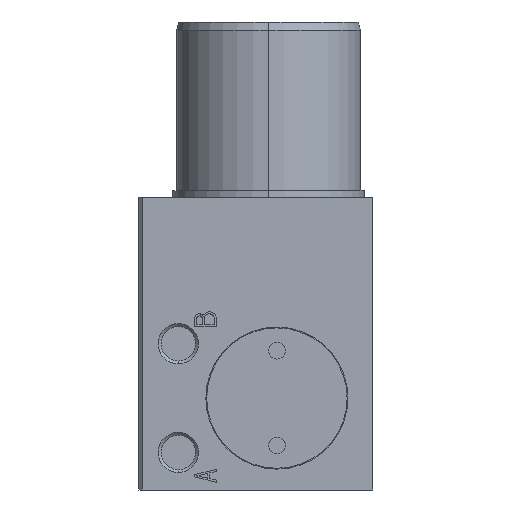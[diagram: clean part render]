
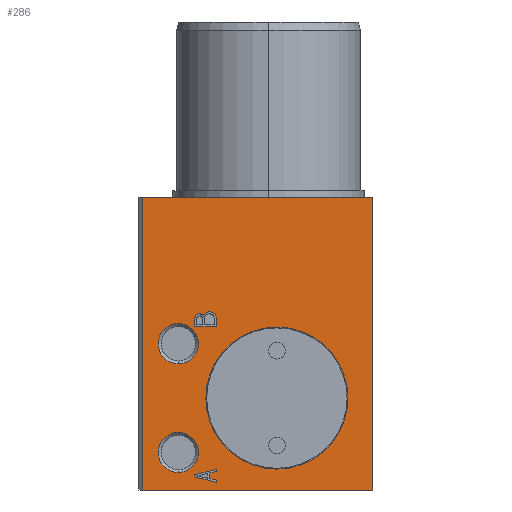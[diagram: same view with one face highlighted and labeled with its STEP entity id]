
A CAD part, left-side view. The second image highlights one B-rep face of the part: STEP entity #286.
In plain terms, the highlighted face is planar.
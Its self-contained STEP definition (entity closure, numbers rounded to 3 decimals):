
#59=CARTESIAN_POINT('',(17.5,8.,-37.5));
#60=DIRECTION('',(0.,0.,1.));
#61=DIRECTION('',(1.,0.,0.));
#62=AXIS2_PLACEMENT_3D('',#59,#60,#61);
#63=PLANE('',#62);
#64=CARTESIAN_POINT('',(-2.02,29.34,-37.5));
#65=VERTEX_POINT('',#64);
#66=CARTESIAN_POINT('',(-2.02,26.74,-37.5));
#67=VERTEX_POINT('',#66);
#68=CARTESIAN_POINT('',(-2.02,29.34,-37.5));
#69=DIRECTION('',(0.,-1.,0.));
#70=VECTOR('',#69,2.6);
#71=LINE('',#68,#70);
#72=EDGE_CURVE('',#65,#67,#71,.T.);
#73=ORIENTED_EDGE('',*,*,#72,.F.);
#74=CARTESIAN_POINT('',(-3.06,29.34,-37.5));
#75=VERTEX_POINT('',#74);
#76=CARTESIAN_POINT('',(-3.06,29.34,-37.5));
#77=DIRECTION('',(1.,0.,-0.));
#78=VECTOR('',#77,1.04);
#79=LINE('',#76,#78);
#80=EDGE_CURVE('',#75,#65,#79,.T.);
#81=ORIENTED_EDGE('',*,*,#80,.F.);
#82=CARTESIAN_POINT('',(-3.582,28.777,-37.5));
#83=VERTEX_POINT('',#82);
#84=CARTESIAN_POINT('',(-3.017,28.777,-37.5));
#85=DIRECTION('',(0.,0.,-1.));
#86=DIRECTION('',(-1.,0.,-0.));
#87=AXIS2_PLACEMENT_3D('',#84,#85,#86);
#88=CIRCLE('',#87,0.565);
#89=EDGE_CURVE('',#83,#75,#88,.T.);
#90=ORIENTED_EDGE('',*,*,#89,.F.);
#91=CARTESIAN_POINT('',(-3.32,28.3,-37.5));
#92=VERTEX_POINT('',#91);
#93=CARTESIAN_POINT('',(-3.017,28.777,-37.5));
#94=DIRECTION('',(0.,0.,-1.));
#95=DIRECTION('',(-1.,0.,-0.));
#96=AXIS2_PLACEMENT_3D('',#93,#94,#95);
#97=CIRCLE('',#96,0.565);
#98=EDGE_CURVE('',#92,#83,#97,.T.);
#99=ORIENTED_EDGE('',*,*,#98,.F.);
#100=CARTESIAN_POINT('',(-3.84,27.546,-37.5));
#101=VERTEX_POINT('',#100);
#102=CARTESIAN_POINT('',(-3.034,27.546,-37.5));
#103=DIRECTION('',(0.,0.,-1.));
#104=DIRECTION('',(-1.,0.,-0.));
#105=AXIS2_PLACEMENT_3D('',#102,#103,#104);
#106=CIRCLE('',#105,0.806);
#107=EDGE_CURVE('',#101,#92,#106,.T.);
#108=ORIENTED_EDGE('',*,*,#107,.F.);
#109=CARTESIAN_POINT('',(-3.06,26.74,-37.5));
#110=VERTEX_POINT('',#109);
#111=CARTESIAN_POINT('',(-3.034,27.546,-37.5));
#112=DIRECTION('',(0.,0.,-1.));
#113=DIRECTION('',(-1.,0.,-0.));
#114=AXIS2_PLACEMENT_3D('',#111,#112,#113);
#115=CIRCLE('',#114,0.806);
#116=EDGE_CURVE('',#110,#101,#115,.T.);
#117=ORIENTED_EDGE('',*,*,#116,.F.);
#118=CARTESIAN_POINT('',(-2.02,26.74,-37.5));
#119=DIRECTION('',(-1.,0.,0.));
#120=VECTOR('',#119,1.04);
#121=LINE('',#118,#120);
#122=EDGE_CURVE('',#67,#110,#121,.T.);
#123=ORIENTED_EDGE('',*,*,#122,.F.);
#124=EDGE_LOOP('',(#73,#81,#90,#99,#108,#117,#123));
#125=FACE_BOUND('',#124,.T.);
#126=CARTESIAN_POINT('',(15.,19.5,-37.5));
#127=VERTEX_POINT('',#126);
#128=CARTESIAN_POINT('',(-2.,19.5,-37.5));
#129=VERTEX_POINT('',#128);
#130=CARTESIAN_POINT('',(6.5,19.5,-37.5));
#131=DIRECTION('',(0.,0.,1.));
#132=DIRECTION('',(1.,0.,-0.));
#133=AXIS2_PLACEMENT_3D('',#130,#131,#132);
#134=CIRCLE('',#133,8.5);
#135=EDGE_CURVE('',#127,#129,#134,.T.);
#136=ORIENTED_EDGE('',*,*,#135,.T.);
#137=CARTESIAN_POINT('',(6.5,19.5,-37.5));
#138=DIRECTION('',(0.,0.,1.));
#139=DIRECTION('',(1.,0.,-0.));
#140=AXIS2_PLACEMENT_3D('',#137,#138,#139);
#141=CIRCLE('',#140,8.5);
#142=EDGE_CURVE('',#129,#127,#141,.T.);
#143=ORIENTED_EDGE('',*,*,#142,.T.);
#144=EDGE_LOOP('',(#136,#143));
#145=FACE_BOUND('',#144,.T.);
#146=CARTESIAN_POINT('',(-2.4,31.3,-37.5));
#147=VERTEX_POINT('',#146);
#148=CARTESIAN_POINT('',(2.4,31.3,-37.5));
#149=VERTEX_POINT('',#148);
#150=CARTESIAN_POINT('',(0.,31.3,-37.5));
#151=DIRECTION('',(-0.,0.,-1.));
#152=DIRECTION('',(1.,0.,-0.));
#153=AXIS2_PLACEMENT_3D('',#150,#151,#152);
#154=CIRCLE('',#153,2.4);
#155=EDGE_CURVE('',#147,#149,#154,.T.);
#156=ORIENTED_EDGE('',*,*,#155,.F.);
#157=CARTESIAN_POINT('',(0.,31.3,-37.5));
#158=DIRECTION('',(-0.,0.,-1.));
#159=DIRECTION('',(1.,0.,-0.));
#160=AXIS2_PLACEMENT_3D('',#157,#158,#159);
#161=CIRCLE('',#160,2.4);
#162=EDGE_CURVE('',#149,#147,#161,.T.);
#163=ORIENTED_EDGE('',*,*,#162,.F.);
#164=EDGE_LOOP('',(#156,#163));
#165=FACE_BOUND('',#164,.T.);
#166=CARTESIAN_POINT('',(-17.5,8.,-37.5));
#167=VERTEX_POINT('',#166);
#168=CARTESIAN_POINT('',(-17.5,35.6,-37.5));
#169=VERTEX_POINT('',#168);
#170=CARTESIAN_POINT('',(-17.5,8.,-37.5));
#171=DIRECTION('',(0.,1.,0.));
#172=VECTOR('',#171,27.6);
#173=LINE('',#170,#172);
#174=EDGE_CURVE('',#167,#169,#173,.T.);
#175=ORIENTED_EDGE('',*,*,#174,.T.);
#176=CARTESIAN_POINT('',(17.5,35.6,-37.5));
#177=VERTEX_POINT('',#176);
#178=CARTESIAN_POINT('',(17.5,35.6,-37.5));
#179=DIRECTION('',(-1.,0.,0.));
#180=VECTOR('',#179,35.);
#181=LINE('',#178,#180);
#182=EDGE_CURVE('',#177,#169,#181,.T.);
#183=ORIENTED_EDGE('',*,*,#182,.F.);
#184=CARTESIAN_POINT('',(17.5,8.,-37.5));
#185=VERTEX_POINT('',#184);
#186=CARTESIAN_POINT('',(17.5,8.,-37.5));
#187=DIRECTION('',(0.,1.,0.));
#188=VECTOR('',#187,27.6);
#189=LINE('',#186,#188);
#190=EDGE_CURVE('',#185,#177,#189,.T.);
#191=ORIENTED_EDGE('',*,*,#190,.F.);
#192=CARTESIAN_POINT('',(17.5,8.,-37.5));
#193=DIRECTION('',(-1.,0.,0.));
#194=VECTOR('',#193,35.);
#195=LINE('',#192,#194);
#196=EDGE_CURVE('',#185,#167,#195,.T.);
#197=ORIENTED_EDGE('',*,*,#196,.T.);
#198=EDGE_LOOP('',(#175,#183,#191,#197));
#199=FACE_BOUND('',#198,.T.);
#200=CARTESIAN_POINT('',(10.6,31.3,-37.5));
#201=VERTEX_POINT('',#200);
#202=CARTESIAN_POINT('',(15.4,31.3,-37.5));
#203=VERTEX_POINT('',#202);
#204=CARTESIAN_POINT('',(13.,31.3,-37.5));
#205=DIRECTION('',(-0.,0.,-1.));
#206=DIRECTION('',(1.,0.,-0.));
#207=AXIS2_PLACEMENT_3D('',#204,#205,#206);
#208=CIRCLE('',#207,2.4);
#209=EDGE_CURVE('',#201,#203,#208,.T.);
#210=ORIENTED_EDGE('',*,*,#209,.F.);
#211=CARTESIAN_POINT('',(13.,31.3,-37.5));
#212=DIRECTION('',(-0.,0.,-1.));
#213=DIRECTION('',(1.,0.,-0.));
#214=AXIS2_PLACEMENT_3D('',#211,#212,#213);
#215=CIRCLE('',#214,2.4);
#216=EDGE_CURVE('',#203,#201,#215,.T.);
#217=ORIENTED_EDGE('',*,*,#216,.F.);
#218=EDGE_LOOP('',(#210,#217));
#219=FACE_BOUND('',#218,.T.);
#220=CARTESIAN_POINT('',(15.67,29.34,-37.5));
#221=VERTEX_POINT('',#220);
#222=CARTESIAN_POINT('',(15.02,26.74,-37.5));
#223=VERTEX_POINT('',#222);
#224=CARTESIAN_POINT('',(15.67,29.34,-37.5));
#225=DIRECTION('',(-0.243,-0.97,0.));
#226=VECTOR('',#225,2.68);
#227=LINE('',#224,#226);
#228=EDGE_CURVE('',#221,#223,#227,.T.);
#229=ORIENTED_EDGE('',*,*,#228,.T.);
#230=CARTESIAN_POINT('',(15.28,26.74,-37.5));
#231=VERTEX_POINT('',#230);
#232=CARTESIAN_POINT('',(15.02,26.74,-37.5));
#233=DIRECTION('',(1.,0.,-0.));
#234=VECTOR('',#233,0.26);
#235=LINE('',#232,#234);
#236=EDGE_CURVE('',#223,#231,#235,.T.);
#237=ORIENTED_EDGE('',*,*,#236,.T.);
#238=CARTESIAN_POINT('',(15.453,27.52,-37.5));
#239=VERTEX_POINT('',#238);
#240=CARTESIAN_POINT('',(15.28,26.74,-37.5));
#241=DIRECTION('',(0.217,0.976,0.));
#242=VECTOR('',#241,0.799);
#243=LINE('',#240,#242);
#244=EDGE_CURVE('',#231,#239,#243,.T.);
#245=ORIENTED_EDGE('',*,*,#244,.T.);
#246=CARTESIAN_POINT('',(16.147,27.52,-37.5));
#247=VERTEX_POINT('',#246);
#248=CARTESIAN_POINT('',(15.453,27.52,-37.5));
#249=DIRECTION('',(1.,0.,-0.));
#250=VECTOR('',#249,0.693);
#251=LINE('',#248,#250);
#252=EDGE_CURVE('',#239,#247,#251,.T.);
#253=ORIENTED_EDGE('',*,*,#252,.T.);
#254=CARTESIAN_POINT('',(16.32,26.74,-37.5));
#255=VERTEX_POINT('',#254);
#256=CARTESIAN_POINT('',(16.147,27.52,-37.5));
#257=DIRECTION('',(0.217,-0.976,0.));
#258=VECTOR('',#257,0.799);
#259=LINE('',#256,#258);
#260=EDGE_CURVE('',#247,#255,#259,.T.);
#261=ORIENTED_EDGE('',*,*,#260,.T.);
#262=CARTESIAN_POINT('',(16.58,26.74,-37.5));
#263=VERTEX_POINT('',#262);
#264=CARTESIAN_POINT('',(16.32,26.74,-37.5));
#265=DIRECTION('',(1.,0.,-0.));
#266=VECTOR('',#265,0.26);
#267=LINE('',#264,#266);
#268=EDGE_CURVE('',#255,#263,#267,.T.);
#269=ORIENTED_EDGE('',*,*,#268,.T.);
#270=CARTESIAN_POINT('',(15.93,29.34,-37.5));
#271=VERTEX_POINT('',#270);
#272=CARTESIAN_POINT('',(16.58,26.74,-37.5));
#273=DIRECTION('',(-0.243,0.97,0.));
#274=VECTOR('',#273,2.68);
#275=LINE('',#272,#274);
#276=EDGE_CURVE('',#263,#271,#275,.T.);
#277=ORIENTED_EDGE('',*,*,#276,.T.);
#278=CARTESIAN_POINT('',(15.93,29.34,-37.5));
#279=DIRECTION('',(-1.,0.,0.));
#280=VECTOR('',#279,0.26);
#281=LINE('',#278,#280);
#282=EDGE_CURVE('',#271,#221,#281,.T.);
#283=ORIENTED_EDGE('',*,*,#282,.T.);
#284=EDGE_LOOP('',(#229,#237,#245,#253,#261,#269,#277,#283));
#285=FACE_BOUND('',#284,.T.);
#286=ADVANCED_FACE('',(#125,#145,#165,#199,#219,#285),#63,.F.);
